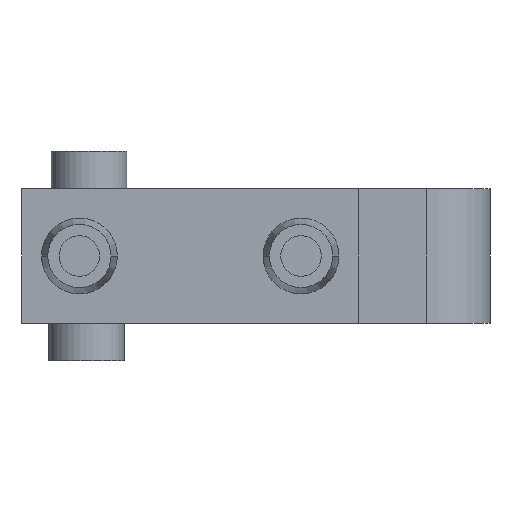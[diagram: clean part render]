
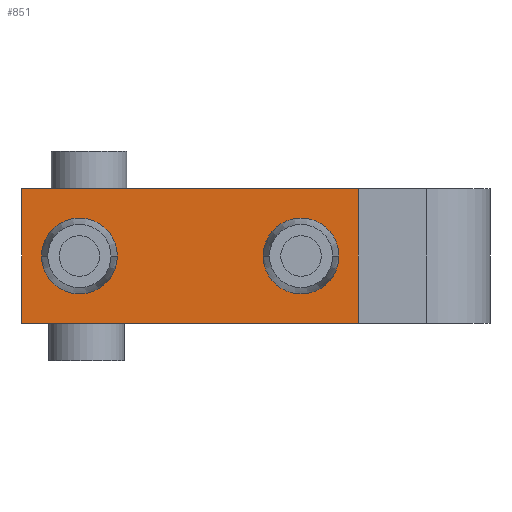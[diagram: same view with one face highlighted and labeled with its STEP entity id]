
A CAD part, front view. The second image highlights one B-rep face of the part: STEP entity #851.
In plain terms, the highlighted planar face has unit normal (0, -1, 0).
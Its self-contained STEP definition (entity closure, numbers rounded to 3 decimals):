
#6 = CARTESIAN_POINT ( 'NONE',  ( -2.65, -9., -5.3 ) ) ;
#90 = VERTEX_POINT ( 'NONE', #610 ) ;
#98 = CARTESIAN_POINT ( 'NONE',  ( 10.65, -9., 0. ) ) ;
#169 = FACE_BOUND ( 'NONE', #1859, .T. ) ;
#199 = CIRCLE ( 'NONE', #749, 1.5 ) ;
#206 = ORIENTED_EDGE ( 'NONE', *, *, #4189, .F. ) ;
#395 = AXIS2_PLACEMENT_3D ( 'NONE', #1841, #3858, #3880 ) ;
#439 = CARTESIAN_POINT ( 'NONE',  ( 9.88, -9., -2.65 ) ) ;
#610 = CARTESIAN_POINT ( 'NONE',  ( 10.65, -9., -5.3 ) ) ;
#739 = EDGE_CURVE ( 'NONE', #2912, #90, #2363, .T. ) ;
#749 = AXIS2_PLACEMENT_3D ( 'NONE', #2013, #3379, #3332 ) ;
#769 = VECTOR ( 'NONE', #2067, 1000. ) ;
#835 = FACE_BOUND ( 'NONE', #2500, .T. ) ;
#851 = ADVANCED_FACE ( 'NONE', ( #3160, #835, #169 ), #2810, .T. ) ;
#854 = CARTESIAN_POINT ( 'NONE',  ( 10.65, -9., 0. ) ) ;
#856 = CARTESIAN_POINT ( 'NONE',  ( 8.38, -9., -2.65 ) ) ;
#1040 = AXIS2_PLACEMENT_3D ( 'NONE', #98, #1416, #1778 ) ;
#1114 = VECTOR ( 'NONE', #4047, 1000. ) ;
#1267 = VERTEX_POINT ( 'NONE', #2376 ) ;
#1324 = EDGE_CURVE ( 'NONE', #90, #4049, #1810, .T. ) ;
#1338 = VERTEX_POINT ( 'NONE', #4136 ) ;
#1416 = DIRECTION ( 'NONE',  ( 0., -1., 0. ) ) ;
#1535 = VECTOR ( 'NONE', #3528, 1000. ) ;
#1553 = ORIENTED_EDGE ( 'NONE', *, *, #1647, .F. ) ;
#1583 = EDGE_LOOP ( 'NONE', ( #1703, #3905, #3569, #2299 ) ) ;
#1592 = AXIS2_PLACEMENT_3D ( 'NONE', #856, #2237, #3836 ) ;
#1639 = AXIS2_PLACEMENT_3D ( 'NONE', #3447, #1781, #1733 ) ;
#1647 = EDGE_CURVE ( 'NONE', #1267, #2471, #3440, .T. ) ;
#1703 = ORIENTED_EDGE ( 'NONE', *, *, #1324, .T. ) ;
#1733 = DIRECTION ( 'NONE',  ( 1., 0., 0. ) ) ;
#1778 = DIRECTION ( 'NONE',  ( 0., 0., -1. ) ) ;
#1781 = DIRECTION ( 'NONE',  ( 0., -1., 0. ) ) ;
#1810 = LINE ( 'NONE', #3419, #1114 ) ;
#1841 = CARTESIAN_POINT ( 'NONE',  ( -0.38, -9., -2.65 ) ) ;
#1859 = EDGE_LOOP ( 'NONE', ( #206, #2177 ) ) ;
#1971 = CARTESIAN_POINT ( 'NONE',  ( -2.65, -9., 0. ) ) ;
#2013 = CARTESIAN_POINT ( 'NONE',  ( -0.38, -9., -2.65 ) ) ;
#2067 = DIRECTION ( 'NONE',  ( 1., 0., 0. ) ) ;
#2156 = CIRCLE ( 'NONE', #1592, 1.5 ) ;
#2177 = ORIENTED_EDGE ( 'NONE', *, *, #2555, .F. ) ;
#2237 = DIRECTION ( 'NONE',  ( 0., -1., 0. ) ) ;
#2299 = ORIENTED_EDGE ( 'NONE', *, *, #739, .T. ) ;
#2363 = LINE ( 'NONE', #4060, #769 ) ;
#2376 = CARTESIAN_POINT ( 'NONE',  ( 6.88, -9., -2.65 ) ) ;
#2471 = VERTEX_POINT ( 'NONE', #439 ) ;
#2500 = EDGE_LOOP ( 'NONE', ( #1553, #2541 ) ) ;
#2541 = ORIENTED_EDGE ( 'NONE', *, *, #3017, .F. ) ;
#2555 = EDGE_CURVE ( 'NONE', #1338, #3927, #2623, .T. ) ;
#2570 = CARTESIAN_POINT ( 'NONE',  ( -2.65, -9., 0. ) ) ;
#2623 = CIRCLE ( 'NONE', #395, 1.5 ) ;
#2810 = PLANE ( 'NONE',  #1040 ) ;
#2912 = VERTEX_POINT ( 'NONE', #6 ) ;
#3017 = EDGE_CURVE ( 'NONE', #2471, #1267, #2156, .T. ) ;
#3160 = FACE_OUTER_BOUND ( 'NONE', #1583, .T. ) ;
#3332 = DIRECTION ( 'NONE',  ( 1., 0., 0. ) ) ;
#3379 = DIRECTION ( 'NONE',  ( 0., -1., 0. ) ) ;
#3419 = CARTESIAN_POINT ( 'NONE',  ( 10.65, -9., -5.3 ) ) ;
#3440 = CIRCLE ( 'NONE', #1639, 1.5 ) ;
#3442 = VERTEX_POINT ( 'NONE', #2570 ) ;
#3447 = CARTESIAN_POINT ( 'NONE',  ( 8.38, -9., -2.65 ) ) ;
#3528 = DIRECTION ( 'NONE',  ( -1., 0., 0. ) ) ;
#3546 = VECTOR ( 'NONE', #3592, 1000. ) ;
#3569 = ORIENTED_EDGE ( 'NONE', *, *, #4011, .T. ) ;
#3592 = DIRECTION ( 'NONE',  ( 0., 0., -1. ) ) ;
#3615 = LINE ( 'NONE', #1971, #3546 ) ;
#3733 = EDGE_CURVE ( 'NONE', #4049, #3442, #3904, .T. ) ;
#3836 = DIRECTION ( 'NONE',  ( 1., 0., 0. ) ) ;
#3858 = DIRECTION ( 'NONE',  ( 0., -1., 0. ) ) ;
#3874 = CARTESIAN_POINT ( 'NONE',  ( -1.88, -9., -2.65 ) ) ;
#3880 = DIRECTION ( 'NONE',  ( 1., 0., 0. ) ) ;
#3904 = LINE ( 'NONE', #854, #1535 ) ;
#3905 = ORIENTED_EDGE ( 'NONE', *, *, #3733, .T. ) ;
#3927 = VERTEX_POINT ( 'NONE', #3874 ) ;
#3981 = CARTESIAN_POINT ( 'NONE',  ( 10.65, -9., 0. ) ) ;
#4011 = EDGE_CURVE ( 'NONE', #3442, #2912, #3615, .T. ) ;
#4047 = DIRECTION ( 'NONE',  ( 0., 0., 1. ) ) ;
#4049 = VERTEX_POINT ( 'NONE', #3981 ) ;
#4060 = CARTESIAN_POINT ( 'NONE',  ( -2.65, -9., -5.3 ) ) ;
#4136 = CARTESIAN_POINT ( 'NONE',  ( 1.12, -9., -2.65 ) ) ;
#4189 = EDGE_CURVE ( 'NONE', #3927, #1338, #199, .T. ) ;
